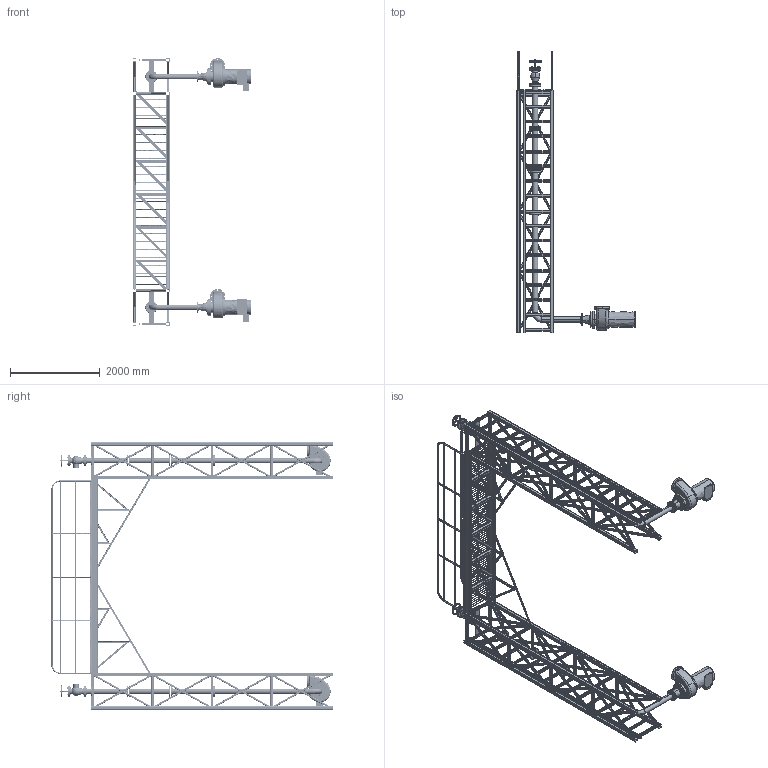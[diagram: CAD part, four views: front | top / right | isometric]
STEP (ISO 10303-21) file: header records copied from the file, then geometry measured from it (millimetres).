
FILE_DESCRIPTION(('FreeCAD Model'),'2;1');
FILE_NAME('Open CASCADE Shape Model','2025-04-26T00:20:32',('FreeCAD'),( 'FreeCAD'),'Open CASCADE STEP processor 7.6','FreeCAD','Unknown');
FILE_SCHEMA(('AUTOMOTIVE_DESIGN { 1 0 10303 214 1 1 1 1 }'));
Products named in the file (1): Open CASCADE STEP translator 7.6 1
Bounding box: 2631.22 x 6258.81 x 5948.36 mm (x, y, z)
Volume: 521990168.5 mm3; surface area: 93156933.5 mm2
Topology: 351 solids, 351 shells, 4970 faces, 12875 edges, 8659 vertices
Faces by surface type: bspline 4970
Entity records: 187365 total; most frequent: CARTESIAN_POINT 112999, ORIENTED_EDGE 25742, EDGE_CURVE 12871, VERTEX_POINT 8659, B_SPLINE_CURVE_WITH_KNOTS 7620, FACE_BOUND 5758, EDGE_LOOP 5758, ADVANCED_FACE 4970
